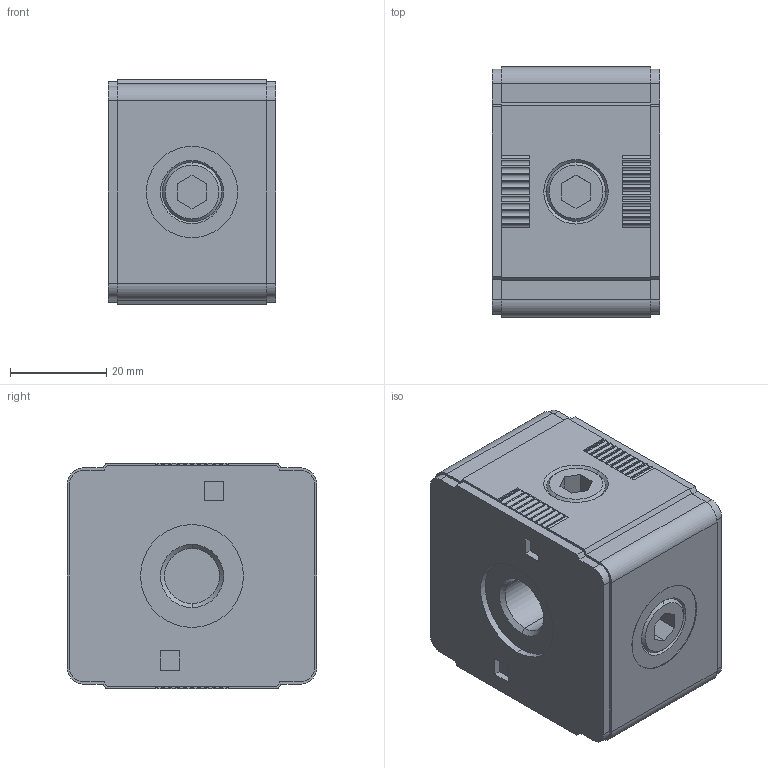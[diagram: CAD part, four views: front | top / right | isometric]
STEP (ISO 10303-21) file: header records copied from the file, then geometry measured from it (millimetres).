
FILE_DESCRIPTION (( 'STEP AP214' ), '1' );
FILE_NAME ('KN-Z11.STEP', '2018-08-30T11:31:08', ( '' ), ( '' ), 'SwSTEP 2.0', 'SolidWorks 2018', '' );
FILE_SCHEMA (( 'AUTOMOTIVE_DESIGN' ));
Length unit declared in the file: millimetre
Products named in the file (1): KN-Z11
Bounding box: 34.8 x 52 x 47 mm (x, y, z)
Volume: 78438.2 mm3; surface area: 13640.2 mm2
Topology: 1 solids, 1 shells, 284 faces, 754 edges, 498 vertices
Faces by surface type: plane 162, cylinder 94, cone 28
Entity records: 11994 total; most frequent: DIRECTION 1554, CARTESIAN_POINT 1537, ORIENTED_EDGE 1508, EDGE_CURVE 754, LINE 524, VECTOR 524, AXIS2_PLACEMENT_3D 515, VERTEX_POINT 498
